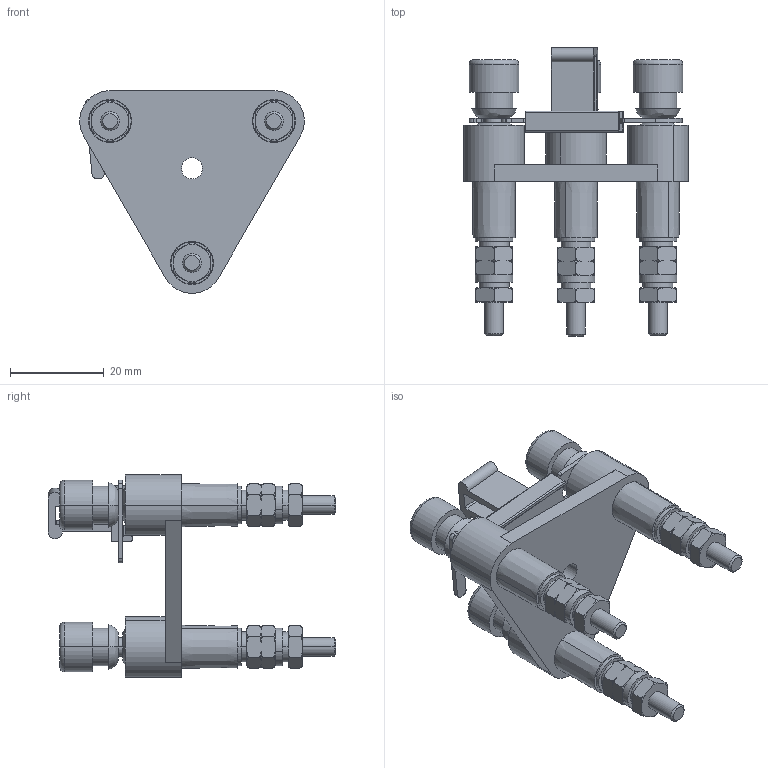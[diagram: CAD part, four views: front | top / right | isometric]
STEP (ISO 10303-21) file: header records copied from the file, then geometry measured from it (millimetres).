
FILE_DESCRIPTION((''),'2;1');
FILE_NAME('JY1-3NZZZZZZZZZZZ_ASM','2024-03-13T',('dell'),(''),'PRO/ENGINEER BY PARAMETRIC TECHNOLOGY CORPORATION, 2013230','PRO/ENGINEER BY PARAMETRIC TECHNOLOGY CORPORATION, 2013230','');
FILE_SCHEMA(('AUTOMOTIVE_DESIGN { 1 0 10303 214 1 1 1 1 }'));
Length unit declared in the file: millimetre
Products named in the file (1): JY1-3NZZZZZZZZZZZ_ASM
Bounding box: 48 x 61.5 x 43.31 mm (x, y, z)
Volume: 16664.2 mm3; surface area: 11446.1 mm2
Topology: 1 solids, 4 shells, 387 faces, 992 edges, 643 vertices
Faces by surface type: plane 150, torus 114, cylinder 99, cone 12, bspline 12
Entity records: 14932 total; most frequent: CARTESIAN_POINT 5546, ORIENTED_EDGE 1984, DIRECTION 1915, EDGE_CURVE 992, AXIS2_PLACEMENT_3D 766, VERTEX_POINT 643, EDGE_LOOP 435, CIRCLE 391
